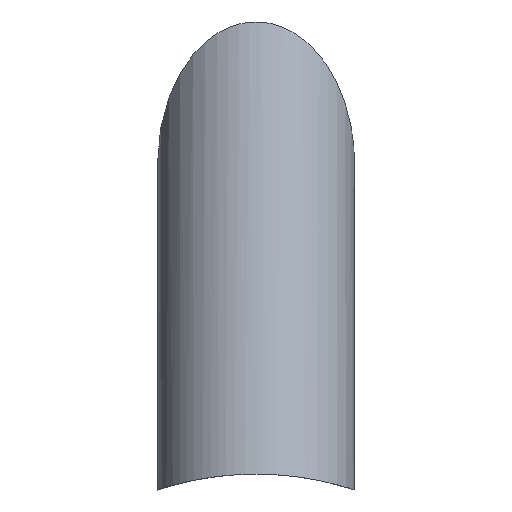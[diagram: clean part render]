
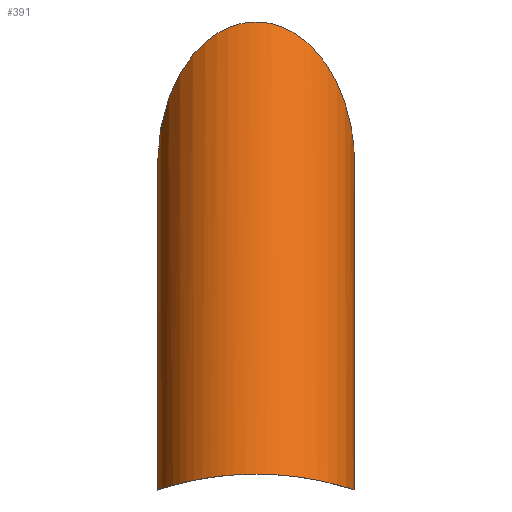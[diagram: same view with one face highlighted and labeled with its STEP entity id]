
A CAD part, front view. The second image highlights one B-rep face of the part: STEP entity #391.
In plain terms, the highlighted cylindrical face has radius 7.5 mm (diameter 15 mm), a partial arc.
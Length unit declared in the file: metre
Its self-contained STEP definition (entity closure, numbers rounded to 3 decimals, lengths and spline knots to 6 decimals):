
#54=EDGE_CURVE('0:24',#110,#113,#114,.T.);
#62=EDGE_CURVE('0:24',#113,#123,#126,.T.);
#64=EDGE_CURVE('0:23',#120,#119,#128,.T.);
#110=VERTEX_POINT('',#224);
#113=VERTEX_POINT('',#252);
#114=B_SPLINE_CURVE_WITH_KNOTS('',3,(#253,#254,#255,#256,#257,#258,#259,#260,#261,#262,#263,#264,#265,#266,#267,#268,#269,#270,#271,#272,#273,#274),.UNSPECIFIED.,.F.,.F.,(4,3,3,3,3,3,3,4),(0.033954,0.037959,0.041941,0.043457,0.04449,0.046529,0.048453,0.048568),.UNSPECIFIED.);
#119=VERTEX_POINT('',#299);
#120=VERTEX_POINT('',#300);
#123=VERTEX_POINT('',#304);
#126=B_SPLINE_CURVE_WITH_KNOTS('',3,(#338,#339,#340,#341,#342,#343,#344,#345,#346,#347,#348,#349,#350,#351,#352,#353,#354,#355,#356,#357,#358,#359),.UNSPECIFIED.,.F.,.F.,(4,3,3,3,3,3,3,4),(0.048568,0.050536,0.052211,0.053326,0.054272,0.058226,0.062333,0.063182),.UNSPECIFIED.);
#128=ELLIPSE('',#362,0.011116,0.0075);
#224=CARTESIAN_POINT('',(0.0075,-0.020489,-0.027202));
#252=CARTESIAN_POINT('',(0.,-0.031857,-0.026));
#253=CARTESIAN_POINT('',(0.0075,-0.020489,-0.027202));
#254=CARTESIAN_POINT('',(0.0075,-0.021824,-0.027202));
#255=CARTESIAN_POINT('',(0.007381,-0.023259,-0.027161));
#256=CARTESIAN_POINT('',(0.007074,-0.024642,-0.027066));
#257=CARTESIAN_POINT('',(0.006769,-0.026019,-0.026972));
#258=CARTESIAN_POINT('',(0.006279,-0.027344,-0.026824));
#259=CARTESIAN_POINT('',(0.005565,-0.028479,-0.026654));
#260=CARTESIAN_POINT('',(0.005293,-0.028911,-0.026589));
#261=CARTESIAN_POINT('',(0.004989,-0.029316,-0.026522));
#262=CARTESIAN_POINT('',(0.004652,-0.029686,-0.026455));
#263=CARTESIAN_POINT('',(0.004422,-0.029939,-0.02641));
#264=CARTESIAN_POINT('',(0.00417,-0.030182,-0.026363));
#265=CARTESIAN_POINT('',(0.003895,-0.030408,-0.026318));
#266=CARTESIAN_POINT('',(0.003353,-0.030856,-0.026229));
#267=CARTESIAN_POINT('',(0.002725,-0.031231,-0.026146));
#268=CARTESIAN_POINT('',(0.002057,-0.031482,-0.026088));
#269=CARTESIAN_POINT('',(0.001426,-0.031718,-0.026034));
#270=CARTESIAN_POINT('',(0.00076,-0.031843,-0.026003));
#271=CARTESIAN_POINT('',(0.000116,-0.031856,-0.026));
#272=CARTESIAN_POINT('',(0.000077,-0.031857,-0.026));
#273=CARTESIAN_POINT('',(0.000038,-0.031857,-0.026));
#274=CARTESIAN_POINT('',(0.,-0.031857,-0.026));
#299=CARTESIAN_POINT('',(0.0075,0.014917,-0.002441));
#300=CARTESIAN_POINT('',(-0.0075,0.014917,-0.002441));
#304=CARTESIAN_POINT('',(-0.0075,-0.020489,-0.027202));
#338=CARTESIAN_POINT('',(0.,-0.031857,-0.026));
#339=CARTESIAN_POINT('',(-0.000656,-0.031857,-0.026));
#340=CARTESIAN_POINT('',(-0.001339,-0.031741,-0.026029));
#341=CARTESIAN_POINT('',(-0.001987,-0.031507,-0.026082));
#342=CARTESIAN_POINT('',(-0.002539,-0.031308,-0.026128));
#343=CARTESIAN_POINT('',(-0.003064,-0.031026,-0.026192));
#344=CARTESIAN_POINT('',(-0.003537,-0.030685,-0.026262));
#345=CARTESIAN_POINT('',(-0.003853,-0.030458,-0.026309));
#346=CARTESIAN_POINT('',(-0.004145,-0.030206,-0.026359));
#347=CARTESIAN_POINT('',(-0.004409,-0.029941,-0.026408));
#348=CARTESIAN_POINT('',(-0.004633,-0.029717,-0.02645));
#349=CARTESIAN_POINT('',(-0.004838,-0.029484,-0.026492));
#350=CARTESIAN_POINT('',(-0.005032,-0.029237,-0.026534));
#351=CARTESIAN_POINT('',(-0.005845,-0.028203,-0.026708));
#352=CARTESIAN_POINT('',(-0.006431,-0.026953,-0.026874));
#353=CARTESIAN_POINT('',(-0.006823,-0.025619,-0.02699));
#354=CARTESIAN_POINT('',(-0.007231,-0.024232,-0.027111));
#355=CARTESIAN_POINT('',(-0.007429,-0.022755,-0.027179));
#356=CARTESIAN_POINT('',(-0.007483,-0.021349,-0.027197));
#357=CARTESIAN_POINT('',(-0.007495,-0.021059,-0.0272));
#358=CARTESIAN_POINT('',(-0.0075,-0.020772,-0.027202));
#359=CARTESIAN_POINT('',(-0.0075,-0.020489,-0.027202));
#362=AXIS2_PLACEMENT_3D('',#407,#408,#409);
#391=ADVANCED_FACE('0:27',(#420),#421,.T.);
#407=CARTESIAN_POINT('',(0.,0.014917,-0.002441));
#408=DIRECTION('',(0.,0.976,-0.218));
#409=DIRECTION('',(0.,0.218,0.976));
#420=FACE_OUTER_BOUND('',#439,.T.);
#421=CYLINDRICAL_SURFACE('',#440,0.0075);
#439=EDGE_LOOP('',(#478,#479,#480,#481,#482));
#440=AXIS2_PLACEMENT_3D('',#483,#484,#485);
#478=ORIENTED_EDGE('',*,*,#518,.T.);
#479=ORIENTED_EDGE('',*,*,#62,.F.);
#480=ORIENTED_EDGE('',*,*,#54,.F.);
#481=ORIENTED_EDGE('',*,*,#519,.T.);
#482=ORIENTED_EDGE('',*,*,#64,.F.);
#483=CARTESIAN_POINT('',(0.,-0.016282,-0.02426));
#484=DIRECTION('',(0.,0.819,0.573));
#485=DIRECTION('',(-1.0,0.,0.));
#518=EDGE_CURVE('',#120,#123,#526,.T.);
#519=EDGE_CURVE('',#110,#119,#527,.T.);
#526=LINE('',#536,#537);
#527=LINE('',#538,#539);
#536=CARTESIAN_POINT('',(-0.0075,-0.016282,-0.02426));
#537=VECTOR('',#544,1.0);
#538=CARTESIAN_POINT('',(0.0075,-0.016282,-0.02426));
#539=VECTOR('',#545,1.0);
#544=DIRECTION('',(0.,-0.819,-0.573));
#545=DIRECTION('',(0.,0.819,0.573));
